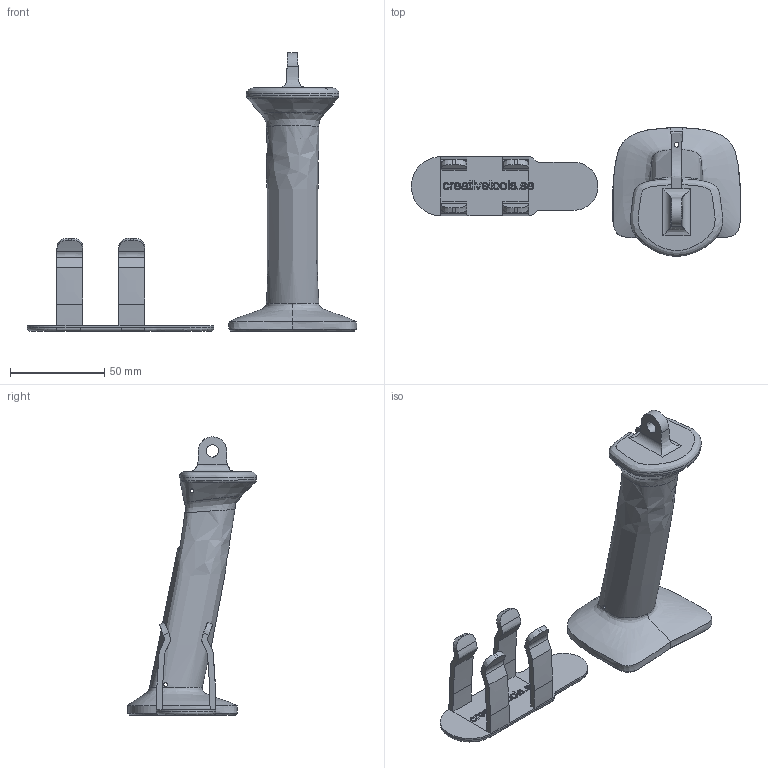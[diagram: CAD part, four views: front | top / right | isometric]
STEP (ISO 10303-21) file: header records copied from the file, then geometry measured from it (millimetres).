
FILE_DESCRIPTION(/* description */ (''),/* implementation_level */ '2;1');
FILE_NAME(/* name */ 'ASUS XTION 3D scanner grip and lens cover (CAD)',/* time_stamp */ '2013-12-30T10:16:27+01:00',/* author */ (''),/* organization */ (''),/* preprocessor_version */ 'ST-DEVELOPER v15',/* originating_system */ '',/* authorisation */ '');
FILE_SCHEMA (('AUTOMOTIVE_DESIGN_CC2'));
Length unit declared in the file: millimetre
Products named in the file (1): Document
Bounding box: 174.69 x 68.4 x 147.66 mm (x, y, z)
Volume: 115119.8 mm3; surface area: 39126.1 mm2
Topology: 2 solids, 2 shells, 467 faces, 1164 edges, 758 vertices
Faces by surface type: bspline 467
Entity records: 46962 total; most frequent: CARTESIAN_POINT 31816, B_SPLINE_CURVE_WITH_KNOTS 3237, ORIENTED_EDGE 2292, PCURVE 2292, DEFINITIONAL_REPRESENTATION 2292, SURFACE_CURVE 1146, EDGE_CURVE 1146, VERTEX_POINT 737
